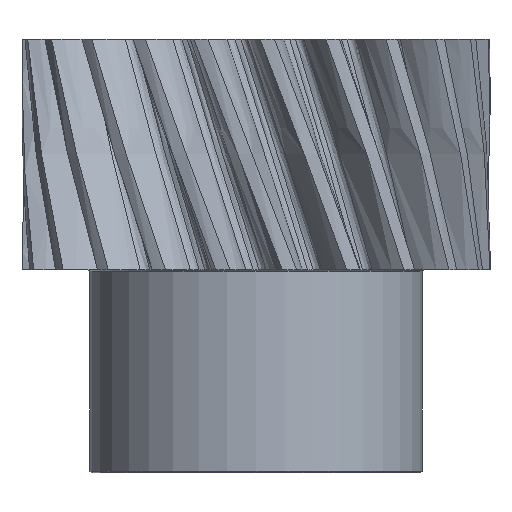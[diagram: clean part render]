
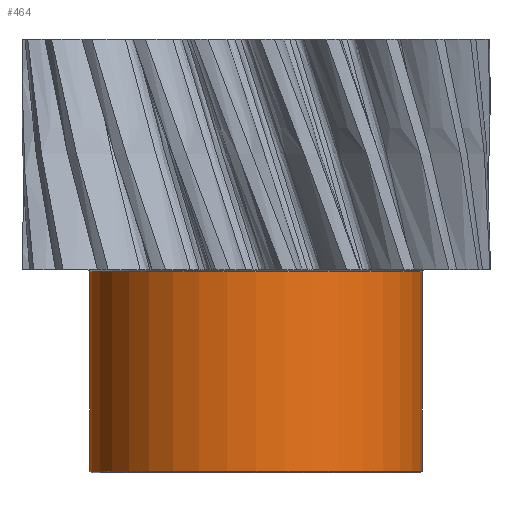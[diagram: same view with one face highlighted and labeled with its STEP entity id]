
A CAD part, front view. The second image highlights one B-rep face of the part: STEP entity #464.
In plain terms, the highlighted cylindrical face has radius 18 mm (diameter 36 mm), a partial arc.
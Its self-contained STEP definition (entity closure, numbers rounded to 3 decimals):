
#464=ADVANCED_FACE('NONE',(#930),#931,.T.);
#930=FACE_OUTER_BOUND('',#10106,.T.);
#931=CYLINDRICAL_SURFACE('',#10107,18.0);
#10106=EDGE_LOOP('',(#11220,#11221,#11222,#11223));
#10107=AXIS2_PLACEMENT_3D('',#11224,#11225,#11226);
#11220=ORIENTED_EDGE('',*,*,#11309,.F.);
#11221=ORIENTED_EDGE('',*,*,#11852,.T.);
#11222=ORIENTED_EDGE('',*,*,#11311,.T.);
#11223=ORIENTED_EDGE('',*,*,#11288,.T.);
#11224=CARTESIAN_POINT('',(0.0,0.0,-22.0));
#11225=DIRECTION('',(0.0,0.0,-1.0));
#11226=DIRECTION('',(1.0,0.0,0.0));
#11288=EDGE_CURVE('NONE',#11886,#11884,#11887,.T.);
#11309=EDGE_CURVE('NONE',#11911,#11884,#11920,.T.);
#11311=EDGE_CURVE('NONE',#11913,#11886,#11922,.T.);
#11852=EDGE_CURVE('NONE',#11911,#11913,#12728,.T.);
#11884=VERTEX_POINT('NONE',#12807);
#11886=VERTEX_POINT('NONE',#12809);
#11887=CIRCLE('',#12810,18.0);
#11911=VERTEX_POINT('NONE',#12838);
#11913=VERTEX_POINT('NONE',#12841);
#11920=LINE('',#12851,#12852);
#11922=LINE('',#12854,#12855);
#12728=CIRCLE('',#15978,18.0);
#12807=CARTESIAN_POINT('',(-18.0,0.,-0.2));
#12809=CARTESIAN_POINT('',(18.0,0.0,-0.2));
#12810=AXIS2_PLACEMENT_3D('',#16004,#16005,#16006);
#12838=CARTESIAN_POINT('',(-18.0,0.,-21.8));
#12841=CARTESIAN_POINT('',(18.0,0.0,-21.8));
#12851=CARTESIAN_POINT('',(-18.0,0.,-22.0));
#12852=VECTOR('',#16036,1000.0);
#12854=CARTESIAN_POINT('',(18.0,0.0,-22.0));
#12855=VECTOR('',#16040,1000.0);
#15978=AXIS2_PLACEMENT_3D('',#16379,#16380,#16381);
#16004=CARTESIAN_POINT('',(0.0,0.0,-0.2));
#16005=DIRECTION('',(0.0,0.0,-1.0));
#16006=DIRECTION('',(1.0,0.0,0.0));
#16036=DIRECTION('',(0.0,0.0,1.0));
#16040=DIRECTION('',(0.0,0.0,1.0));
#16379=CARTESIAN_POINT('',(0.0,0.0,-21.8));
#16380=DIRECTION('',(0.0,-0.0,1.0));
#16381=DIRECTION('',(1.0,0.0,0.0));
